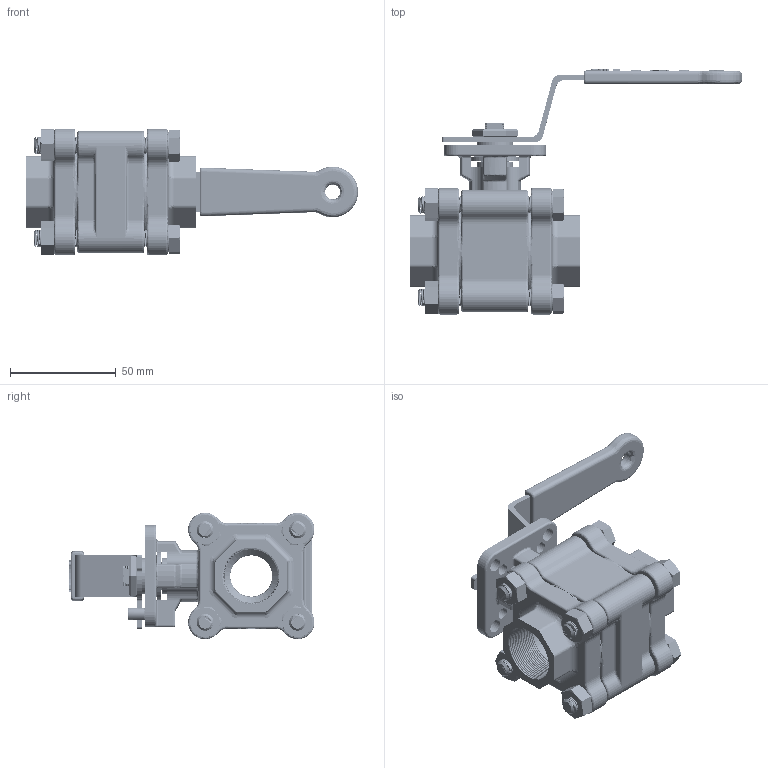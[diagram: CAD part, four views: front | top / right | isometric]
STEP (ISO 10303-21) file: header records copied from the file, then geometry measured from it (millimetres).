
FILE_DESCRIPTION (( 'STEP AP203' ), '1' );
FILE_NAME ('M306-0.75-STEP.STEP', '2023-10-24T17:43:23', ( '' ), ( '' ), 'SwSTEP 2.0', 'SolidWorks 2017', '' );
FILE_SCHEMA (( 'CONFIG_CONTROL_DESIGN' ));
Length unit declared in the file: inch
Products named in the file (20): M301 DN20-螺帽_2; M6-8檔桿_5; M215-3-4-軸; M301 DN20-環套_2; M301-3-4-笠華司_2; M301 3-4 掛鎖把手_2; M301-3-4-螺帽_2; A306 3-4 大薄片; A306 3-4 球墊; M306-3-4 BODY; M306 3-4 CAP; M8螺帽_2; M301-3-4-環套_2; P9_2; M301-3-4-小薄片_2; 34.4-6.3; 六角頭螺絲M8-64L; M306-0.75-STEP; M301-3-4-中口_2; M301-3-4-防鬆華司_2
Assembly tree (29 placements, depth 2):
  M306-0.75-STEP
    M306-3-4 BODY
    M215-3-4-軸
    M301-3-4-小薄片_2
    P9_2
    M301-3-4-中口_2  x2
    M301-3-4-環套_2
    M301-3-4-笠華司_2
    M301-3-4-螺帽_2
    M301-3-4-防鬆華司_2
    34.4-6.3
    A306 3-4 大薄片  x2
    A306 3-4 球墊  x2
    M306 3-4 CAP  x2
    六角頭螺絲M8-64L  x4
    M8螺帽_2  x4
    M301 DN20-環套_2
    M301 3-4 掛鎖把手_2
    M301 DN20-螺帽_2
    M6-8檔桿_5
Bounding box: 157.2 x 116.03 x 59.88 mm (x, y, z)
Volume: 166757 mm3; surface area: 98914.1 mm2
Topology: 29 solids, 49 shells, 2227 faces, 6334 edges, 4123 vertices
Faces by surface type: cylinder 1043, bspline 538, plane 392, cone 254
Entity records: 165457 total; most frequent: CARTESIAN_POINT 131041, ORIENTED_EDGE 7846, DIRECTION 5402, EDGE_CURVE 3937, VERTEX_POINT 2513, AXIS2_PLACEMENT_3D 2013, EDGE_LOOP 1579, ADVANCED_FACE 1479
